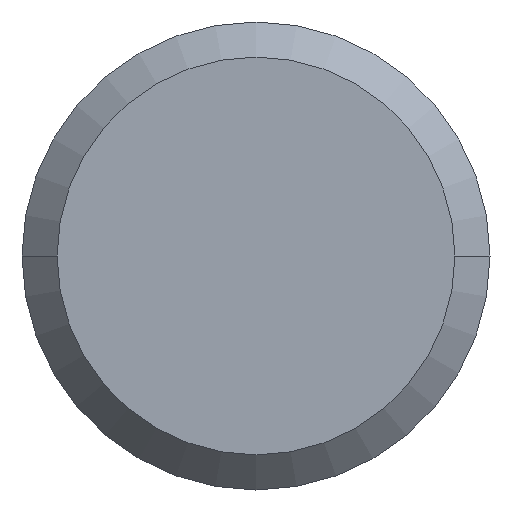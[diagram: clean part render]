
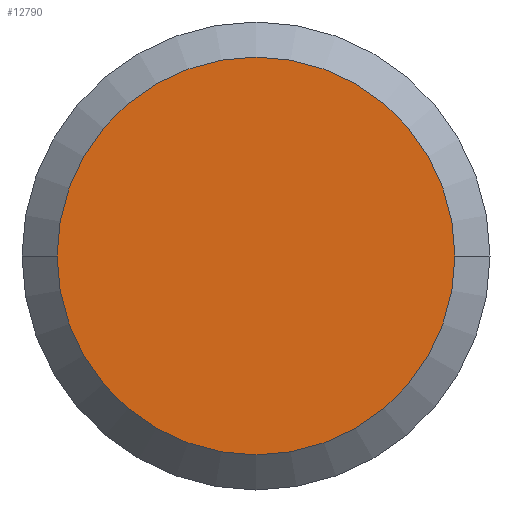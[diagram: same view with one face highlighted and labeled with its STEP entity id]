
A CAD part, front view. The second image highlights one B-rep face of the part: STEP entity #12790.
In plain terms, the highlighted planar face has unit normal (0, -1, 0).
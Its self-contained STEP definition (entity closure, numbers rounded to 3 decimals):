
#12590=CARTESIAN_POINT('',(62.626,-6878.908,0.));
#12600=DIRECTION('',(-0.,-1.,-0.));
#12610=DIRECTION('',(-1.,0.,0.));
#12620=AXIS2_PLACEMENT_3D('',#12590,#12600,#12610);
#12630=PLANE('',#12620);
#12640=CARTESIAN_POINT('',(51.026,-6878.908,0.));
#12650=DIRECTION('',(0.,1.,0.));
#12660=DIRECTION('',(1.,0.,0.));
#12670=AXIS2_PLACEMENT_3D('',#12640,#12650,#12660);
#12680=CIRCLE('',#12670,17.);
#12690=CARTESIAN_POINT('',(68.026,-6878.908,0.));
#12700=VERTEX_POINT('',#12690);
#12710=CARTESIAN_POINT('',(34.026,-6878.908,0.))
;
#12720=VERTEX_POINT('',#12710);
#12730=EDGE_CURVE('',#12700,#12720,#12680,.T.);
#12740=ORIENTED_EDGE('',*,*,#12730,.F.);
#12750=EDGE_CURVE('',#12720,#12700,#12680,.T.);
#12760=ORIENTED_EDGE('',*,*,#12750,.F.);
#12770=EDGE_LOOP('',(#12760,#12740));
#12780=FACE_OUTER_BOUND('',#12770,.T.);
#12790=ADVANCED_FACE('',(#12780),#12630,.T.);
